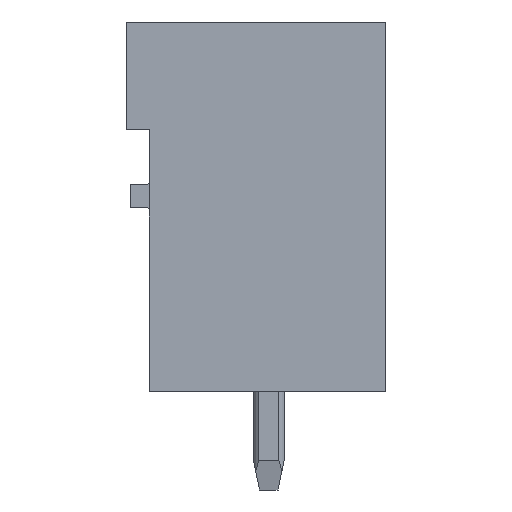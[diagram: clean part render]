
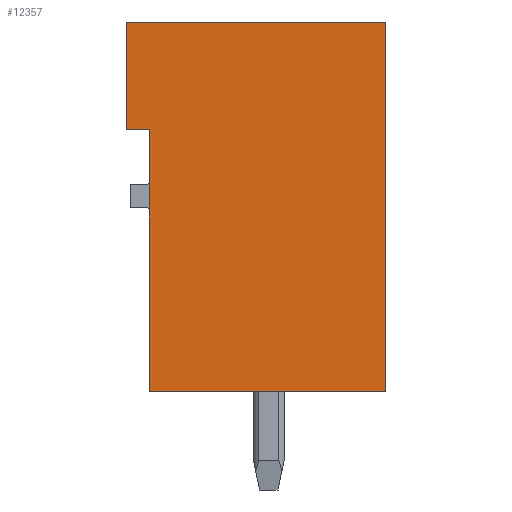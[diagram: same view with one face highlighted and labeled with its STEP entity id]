
A CAD part, left-side view. The second image highlights one B-rep face of the part: STEP entity #12357.
In plain terms, the highlighted planar face has unit normal (-1, 0, 0).
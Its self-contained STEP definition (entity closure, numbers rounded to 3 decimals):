
#12347=AXIS2_PLACEMENT_3D('Plane Axis2P3D',#12344,#12345,#12346) ;
#49=CARTESIAN_POINT('Vertex',(0.,0.,15.2)) ;
#52=CARTESIAN_POINT('Line Origine',(0.,0.,9.2)) ;
#56=CARTESIAN_POINT('Vertex',(0.,0.,3.2)) ;
#151=CARTESIAN_POINT('Vertex',(0.,8.43,15.2)) ;
#154=CARTESIAN_POINT('Line Origine',(0.,4.215,15.2)) ;
#2115=CARTESIAN_POINT('Vertex',(0.,8.43,11.7)) ;
#2118=CARTESIAN_POINT('Line Origine',(0.,8.43,13.45)) ;
#2880=CARTESIAN_POINT('Vertex',(0.,7.68,3.2)) ;
#2883=CARTESIAN_POINT('Line Origine',(0.,7.68,7.45)) ;
#2887=CARTESIAN_POINT('Vertex',(0.,7.68,11.7)) ;
#3316=CARTESIAN_POINT('Line Origine',(0.,3.84,3.2)) ;
#12292=CARTESIAN_POINT('Line Origine',(0.,8.055,11.7)) ;
#12344=CARTESIAN_POINT('Axis2P3D Location',(0.,0.,0.)) ;
#53=DIRECTION('Vector Direction',(0.,0.,-1.)) ;
#155=DIRECTION('Vector Direction',(0.,-1.,0.)) ;
#2119=DIRECTION('Vector Direction',(0.,0.,-1.)) ;
#2884=DIRECTION('Vector Direction',(0.,0.,-1.)) ;
#3317=DIRECTION('Vector Direction',(0.,1.,0.)) ;
#12293=DIRECTION('Vector Direction',(0.,-1.,0.)) ;
#12345=DIRECTION('Axis2P3D Direction',(-1.,0.,0.)) ;
#12346=DIRECTION('Axis2P3D XDirection',(0.,0.,1.)) ;
#54=VECTOR('Line Direction',#53,1.) ;
#156=VECTOR('Line Direction',#155,1.) ;
#2120=VECTOR('Line Direction',#2119,1.) ;
#2885=VECTOR('Line Direction',#2884,1.) ;
#3318=VECTOR('Line Direction',#3317,1.) ;
#12294=VECTOR('Line Direction',#12293,1.) ;
#12350=ORIENTED_EDGE('',*,*,#158,.T.) ;
#12351=ORIENTED_EDGE('',*,*,#2122,.T.) ;
#12352=ORIENTED_EDGE('',*,*,#12296,.T.) ;
#12353=ORIENTED_EDGE('',*,*,#2889,.T.) ;
#12354=ORIENTED_EDGE('',*,*,#3320,.T.) ;
#12355=ORIENTED_EDGE('',*,*,#58,.T.) ;
#12357=ADVANCED_FACE('HOUSING',(#12356),#12348,.T.) ;
#58=EDGE_CURVE('',#57,#50,#55,.F.) ;
#158=EDGE_CURVE('',#50,#152,#157,.F.) ;
#2122=EDGE_CURVE('',#152,#2116,#2121,.T.) ;
#2889=EDGE_CURVE('',#2888,#2881,#2886,.T.) ;
#3320=EDGE_CURVE('',#2881,#57,#3319,.F.) ;
#12296=EDGE_CURVE('',#2116,#2888,#12295,.T.) ;
#12349=EDGE_LOOP('',(#12350,#12351,#12352,#12353,#12354,#12355)) ;
#12356=FACE_OUTER_BOUND('',#12349,.T.) ;
#55=LINE('Line',#52,#54) ;
#157=LINE('Line',#154,#156) ;
#2121=LINE('Line',#2118,#2120) ;
#2886=LINE('Line',#2883,#2885) ;
#3319=LINE('Line',#3316,#3318) ;
#12295=LINE('Line',#12292,#12294) ;
#12348=PLANE('',#12347) ;
#50=VERTEX_POINT('',#49) ;
#57=VERTEX_POINT('',#56) ;
#152=VERTEX_POINT('',#151) ;
#2116=VERTEX_POINT('',#2115) ;
#2881=VERTEX_POINT('',#2880) ;
#2888=VERTEX_POINT('',#2887) ;
